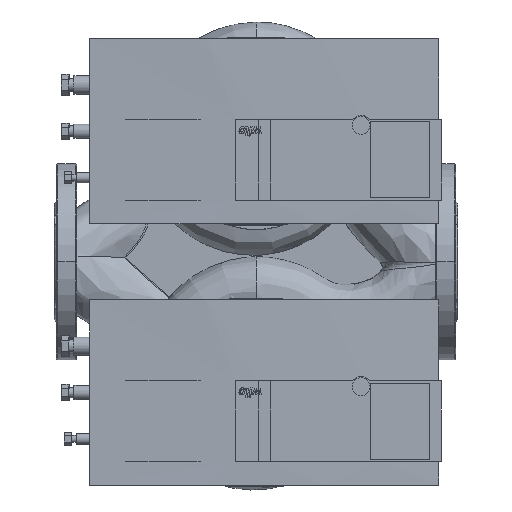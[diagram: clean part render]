
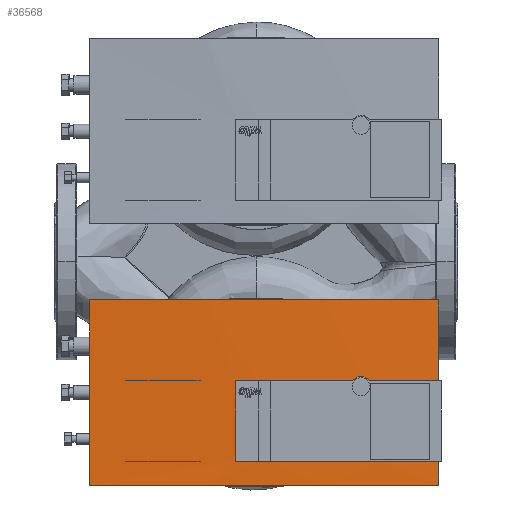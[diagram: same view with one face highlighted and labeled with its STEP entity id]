
A CAD part, front view. The second image highlights one B-rep face of the part: STEP entity #36568.
In plain terms, the highlighted cylindrical face has radius 2700.09 mm (diameter 5400.18 mm), a partial arc.
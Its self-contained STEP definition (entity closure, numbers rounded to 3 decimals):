
#36405=CARTESIAN_POINT('',(251.626,-300.973,-100.0));
#36406=VERTEX_POINT('',#36405);
#36413=CARTESIAN_POINT('',(181.931,-302.0,-100.0));
#36414=VERTEX_POINT('',#36413);
#36415=CARTESIAN_POINT('',(177.,2398.086,-100.0));
#36416=DIRECTION('',(0.0,0.0,-1.0));
#36417=DIRECTION('',(-0.054,-0.999,0.0));
#36418=AXIS2_PLACEMENT_3D('',#36415,#36416,#36417);
#36419=CIRCLE('',#36418,2700.09);
#36420=EDGE_CURVE('',#36406,#36414,#36419,.T.);
#36431=CARTESIAN_POINT('',(177.,2398.086,-188.0));
#36432=DIRECTION('',(0.0,0.0,1.0));
#36433=DIRECTION('',(-0.054,-0.999,0.0));
#36434=AXIS2_PLACEMENT_3D('',#36431,#36432,#36433);
#36435=CYLINDRICAL_SURFACE('',#36434,2700.09);
#36436=CARTESIAN_POINT('',(265.374,-300.558,-100.0));
#36437=VERTEX_POINT('',#36436);
#36438=CARTESIAN_POINT('',(251.626,-300.973,-100.0));
#36439=CARTESIAN_POINT('',(251.892,-300.966,-99.635));
#36440=CARTESIAN_POINT('',(252.183,-300.958,-99.296));
#36441=CARTESIAN_POINT('',(252.867,-300.938,-98.613));
#36442=CARTESIAN_POINT('',(253.293,-300.926,-98.258));
#36443=CARTESIAN_POINT('',(254.221,-300.9,-97.634));
#36444=CARTESIAN_POINT('',(254.723,-300.886,-97.364));
#36445=CARTESIAN_POINT('',(255.771,-300.855,-96.93));
#36446=CARTESIAN_POINT('',(256.317,-300.839,-96.766));
#36447=CARTESIAN_POINT('',(257.414,-300.807,-96.551));
#36448=CARTESIAN_POINT('',(257.966,-300.79,-96.5));
#36449=CARTESIAN_POINT('',(259.034,-300.758,-96.5));
#36450=CARTESIAN_POINT('',(259.586,-300.741,-96.551));
#36451=CARTESIAN_POINT('',(260.683,-300.707,-96.766));
#36452=CARTESIAN_POINT('',(261.229,-300.69,-96.93));
#36453=CARTESIAN_POINT('',(262.277,-300.658,-97.364));
#36454=CARTESIAN_POINT('',(262.779,-300.642,-97.634));
#36455=CARTESIAN_POINT('',(263.707,-300.612,-98.258));
#36456=CARTESIAN_POINT('',(264.134,-300.598,-98.613));
#36457=CARTESIAN_POINT('',(264.817,-300.576,-99.296));
#36458=CARTESIAN_POINT('',(265.108,-300.567,-99.635));
#36459=CARTESIAN_POINT('',(265.374,-300.558,-100.0));
#36460=B_SPLINE_CURVE_WITH_KNOTS('',3,(#36438,#36439,#36440,#36441,#36442,#36443,#36444,#36445,#36446,#36447,#36448,#36449,#36450,#36451,#36452,#36453,#36454,#36455,#36456,#36457,#36458,#36459),.UNSPECIFIED.,.F.,.U.,(4,2,2,2,2,2,2,2,2,2,4),(5.104,6.404,8.005,9.607,11.208,12.81,14.412,16.014,17.615,19.217,20.517),.UNSPECIFIED.);
#36461=EDGE_CURVE('',#36406,#36437,#36460,.T.);
#36462=ORIENTED_EDGE('',*,*,#36461,.T.);
#36463=CARTESIAN_POINT('',(324.0,-298.0,-100.0));
#36464=VERTEX_POINT('',#36463);
#36465=CARTESIAN_POINT('',(177.,2398.086,-100.0));
#36466=DIRECTION('',(0.0,0.0,-1.0));
#36467=DIRECTION('',(-0.054,-0.999,0.0));
#36468=AXIS2_PLACEMENT_3D('',#36465,#36466,#36467);
#36469=CIRCLE('',#36468,2700.09);
#36470=EDGE_CURVE('',#36464,#36437,#36469,.T.);
#36471=ORIENTED_EDGE('',*,*,#36470,.F.);
#36472=CARTESIAN_POINT('',(324.0,-298.0,-32.0));
#36473=VERTEX_POINT('',#36472);
#36474=CARTESIAN_POINT('',(324.0,-298.0,-100.0));
#36475=DIRECTION('',(0.0,0.0,1.0));
#36476=VECTOR('',#36475,68.0);
#36477=LINE('',#36474,#36476);
#36478=EDGE_CURVE('',#36464,#36473,#36477,.T.);
#36479=ORIENTED_EDGE('',*,*,#36478,.T.);
#36480=CARTESIAN_POINT('',(30.,-298.0,-32.0));
#36481=VERTEX_POINT('',#36480);
#36482=CARTESIAN_POINT('',(177.,2398.086,-32.));
#36483=DIRECTION('',(0.0,0.0,-1.0));
#36484=DIRECTION('',(-0.054,-0.999,0.0));
#36485=AXIS2_PLACEMENT_3D('',#36482,#36483,#36484);
#36486=CIRCLE('',#36485,2700.09);
#36487=EDGE_CURVE('',#36473,#36481,#36486,.T.);
#36488=ORIENTED_EDGE('',*,*,#36487,.T.);
#36489=CARTESIAN_POINT('',(30.,-298.0,-188.0));
#36490=VERTEX_POINT('',#36489);
#36491=CARTESIAN_POINT('',(30.,-298.0,-188.0));
#36492=DIRECTION('',(0.0,0.0,1.0));
#36493=VECTOR('',#36492,156.0);
#36494=LINE('',#36491,#36493);
#36495=EDGE_CURVE('',#36490,#36481,#36494,.T.);
#36496=ORIENTED_EDGE('',*,*,#36495,.F.);
#36497=CARTESIAN_POINT('',(324.0,-298.0,-188.0));
#36498=VERTEX_POINT('',#36497);
#36499=CARTESIAN_POINT('',(177.,2398.086,-188.0));
#36500=DIRECTION('',(0.0,0.0,1.0));
#36501=DIRECTION('',(-0.054,-0.999,0.0));
#36502=AXIS2_PLACEMENT_3D('',#36499,#36500,#36501);
#36503=CIRCLE('',#36502,2700.09);
#36504=EDGE_CURVE('',#36490,#36498,#36503,.T.);
#36505=ORIENTED_EDGE('',*,*,#36504,.T.);
#36506=CARTESIAN_POINT('',(324.0,-298.0,-168.0));
#36507=VERTEX_POINT('',#36506);
#36508=CARTESIAN_POINT('',(324.0,-298.0,-188.0));
#36509=DIRECTION('',(0.0,0.0,1.0));
#36510=VECTOR('',#36509,20.0);
#36511=LINE('',#36508,#36510);
#36512=EDGE_CURVE('',#36498,#36507,#36511,.T.);
#36513=ORIENTED_EDGE('',*,*,#36512,.T.);
#36514=CARTESIAN_POINT('',(181.931,-302.,-168.));
#36515=VERTEX_POINT('',#36514);
#36516=CARTESIAN_POINT('',(177.,2398.086,-168.));
#36517=DIRECTION('',(0.0,0.0,1.0));
#36518=DIRECTION('',(-0.054,-0.999,0.0));
#36519=AXIS2_PLACEMENT_3D('',#36516,#36517,#36518);
#36520=CIRCLE('',#36519,2700.09);
#36521=EDGE_CURVE('',#36515,#36507,#36520,.T.);
#36522=ORIENTED_EDGE('',*,*,#36521,.F.);
#36523=CARTESIAN_POINT('',(181.931,-302.0,-100.0));
#36524=DIRECTION('',(0.,0.,-1.0));
#36525=VECTOR('',#36524,68.);
#36526=LINE('',#36523,#36525);
#36527=EDGE_CURVE('',#36414,#36515,#36526,.T.);
#36528=ORIENTED_EDGE('',*,*,#36527,.F.);
#36529=ORIENTED_EDGE('',*,*,#36420,.F.);
#36530=EDGE_LOOP('',(#36462,#36471,#36479,#36488,#36496,#36505,#36513,#36522,#36528,#36529));
#36531=FACE_OUTER_BOUND('',#36530,.T.);
#36532=CARTESIAN_POINT('',(153.0,-301.898,-100.0));
#36533=VERTEX_POINT('',#36532);
#36534=CARTESIAN_POINT('',(153.,-301.898,-168.));
#36535=VERTEX_POINT('',#36534);
#36536=CARTESIAN_POINT('',(153.0,-301.898,-100.0));
#36537=DIRECTION('',(0.0,0.0,-1.0));
#36538=VECTOR('',#36537,68.);
#36539=LINE('',#36536,#36538);
#36540=EDGE_CURVE('',#36533,#36535,#36539,.T.);
#36541=ORIENTED_EDGE('',*,*,#36540,.F.);
#36542=CARTESIAN_POINT('',(172.069,-302.0,-100.0));
#36543=VERTEX_POINT('',#36542);
#36544=CARTESIAN_POINT('',(177.,2398.086,-100.0));
#36545=DIRECTION('',(0.0,0.0,-1.0));
#36546=DIRECTION('',(-0.054,-0.999,0.0));
#36547=AXIS2_PLACEMENT_3D('',#36544,#36545,#36546);
#36548=CIRCLE('',#36547,2700.09);
#36549=EDGE_CURVE('',#36543,#36533,#36548,.T.);
#36550=ORIENTED_EDGE('',*,*,#36549,.F.);
#36551=CARTESIAN_POINT('',(172.069,-302.,-168.));
#36552=VERTEX_POINT('',#36551);
#36553=CARTESIAN_POINT('',(172.069,-302.,-168.));
#36554=DIRECTION('',(0.,0.,1.0));
#36555=VECTOR('',#36554,68.);
#36556=LINE('',#36553,#36555);
#36557=EDGE_CURVE('',#36552,#36543,#36556,.T.);
#36558=ORIENTED_EDGE('',*,*,#36557,.F.);
#36559=CARTESIAN_POINT('',(177.,2398.086,-168.));
#36560=DIRECTION('',(0.0,0.0,1.0));
#36561=DIRECTION('',(-0.054,-0.999,0.0));
#36562=AXIS2_PLACEMENT_3D('',#36559,#36560,#36561);
#36563=CIRCLE('',#36562,2700.09);
#36564=EDGE_CURVE('',#36535,#36552,#36563,.T.);
#36565=ORIENTED_EDGE('',*,*,#36564,.F.);
#36566=EDGE_LOOP('',(#36541,#36550,#36558,#36565));
#36567=FACE_BOUND('',#36566,.T.);
#36568=ADVANCED_FACE('',(#36531,#36567),#36435,.T.);
